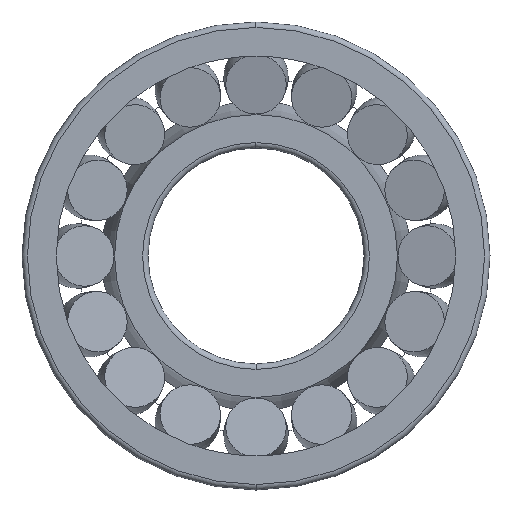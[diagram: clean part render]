
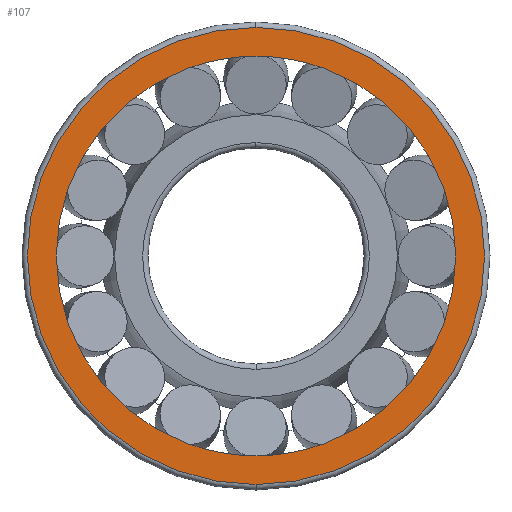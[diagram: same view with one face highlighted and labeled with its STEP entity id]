
A CAD part, left-side view. The second image highlights one B-rep face of the part: STEP entity #107.
In plain terms, the highlighted planar face has unit normal (-1, 0, 0).
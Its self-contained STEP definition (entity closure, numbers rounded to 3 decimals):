
#107=ADVANCED_FACE('',(#379,#380),#381,.T.);
#379=FACE_OUTER_BOUND('',#908,.T.);
#380=FACE_BOUND('',#909,.T.);
#381=PLANE('',#910);
#908=EDGE_LOOP('',(#1664,#1665,#1666));
#909=EDGE_LOOP('',(#1667,#1668,#1669));
#910=AXIS2_PLACEMENT_3D('',#1670,#1671,#1672);
#1664=ORIENTED_EDGE('',*,*,#3340,.F.);
#1665=ORIENTED_EDGE('',*,*,#3339,.F.);
#1666=ORIENTED_EDGE('',*,*,#3367,.F.);
#1667=ORIENTED_EDGE('',*,*,#3371,.T.);
#1668=ORIENTED_EDGE('',*,*,#3322,.T.);
#1669=ORIENTED_EDGE('',*,*,#3372,.T.);
#1670=CARTESIAN_POINT('',(0.0,118.978,0.0));
#1671=DIRECTION('',(-1.0,0.,0.0));
#1672=DIRECTION('',(0.,-1.0,0.0));
#3322=EDGE_CURVE('',#3968,#3965,#3969,.T.);
#3339=EDGE_CURVE('',#3999,#4002,#4003,.T.);
#3340=EDGE_CURVE('',#4002,#4004,#4005,.T.);
#3367=EDGE_CURVE('',#4004,#3999,#4042,.T.);
#3371=EDGE_CURVE('',#4047,#3968,#4048,.T.);
#3372=EDGE_CURVE('',#3965,#4047,#4049,.T.);
#3965=VERTEX_POINT('',#5030);
#3968=VERTEX_POINT('',#5033);
#3969=CIRCLE('',#5034,110.957);
#3999=VERTEX_POINT('',#5066);
#4002=VERTEX_POINT('',#5069);
#4003=CIRCLE('',#5070,127.0);
#4004=VERTEX_POINT('',#5071);
#4005=CIRCLE('',#5072,127.0);
#4042=CIRCLE('',#5185,127.0);
#4047=VERTEX_POINT('',#5190);
#4048=CIRCLE('',#5191,110.957);
#4049=CIRCLE('',#5192,110.957);
#5030=CARTESIAN_POINT('',(0.,0.,-110.957));
#5033=CARTESIAN_POINT('',(0.,0.,110.957));
#5034=AXIS2_PLACEMENT_3D('',#10288,#10289,#10290);
#5066=CARTESIAN_POINT('',(0.0,0.,-127.0));
#5069=CARTESIAN_POINT('',(0.0,127.0,0.0));
#5070=AXIS2_PLACEMENT_3D('',#10335,#10336,#10337);
#5071=CARTESIAN_POINT('',(0.0,0.,127.0));
#5072=AXIS2_PLACEMENT_3D('',#10338,#10339,#10340);
#5185=AXIS2_PLACEMENT_3D('',#10392,#10393,#10394);
#5190=CARTESIAN_POINT('',(0.,110.957,0.0));
#5191=AXIS2_PLACEMENT_3D('',#10404,#10405,#10406);
#5192=AXIS2_PLACEMENT_3D('',#10407,#10408,#10409);
#10288=CARTESIAN_POINT('',(0.,0.0,0.0));
#10289=DIRECTION('',(1.0,0.0,0.0));
#10290=DIRECTION('',(0.0,1.0,0.0));
#10335=CARTESIAN_POINT('',(0.0,0.0,0.0));
#10336=DIRECTION('',(1.0,0.0,0.0));
#10337=DIRECTION('',(0.0,1.0,0.0));
#10338=CARTESIAN_POINT('',(0.0,0.0,0.0));
#10339=DIRECTION('',(1.0,0.0,0.0));
#10340=DIRECTION('',(0.0,1.0,0.0));
#10392=CARTESIAN_POINT('',(0.0,0.0,0.0));
#10393=DIRECTION('',(1.0,0.0,0.0));
#10394=DIRECTION('',(0.0,1.0,0.0));
#10404=CARTESIAN_POINT('',(0.,0.0,0.0));
#10405=DIRECTION('',(1.0,0.0,0.0));
#10406=DIRECTION('',(0.0,1.0,0.0));
#10407=CARTESIAN_POINT('',(0.,0.0,0.0));
#10408=DIRECTION('',(1.0,0.0,0.0));
#10409=DIRECTION('',(0.0,1.0,0.0));
